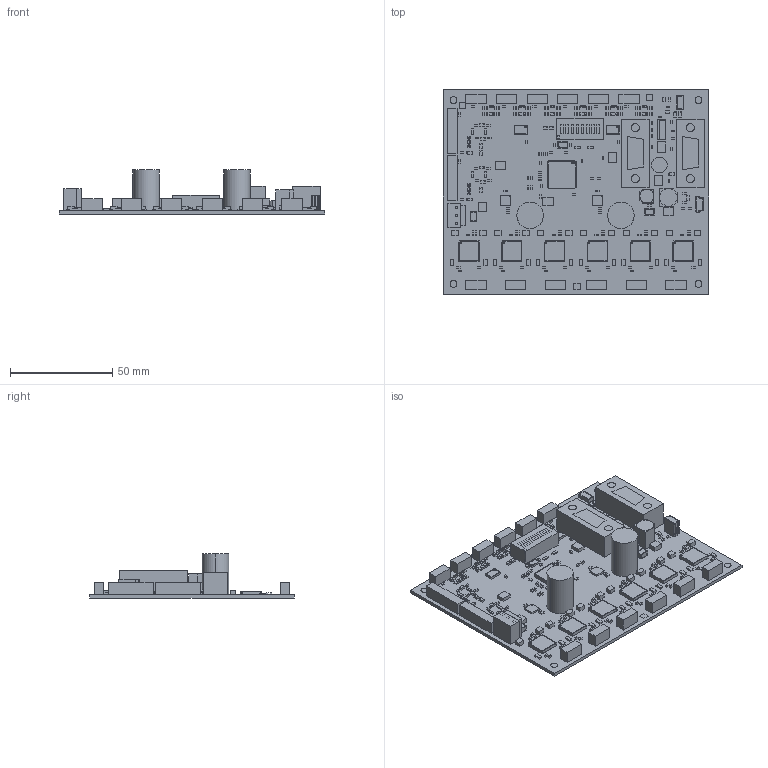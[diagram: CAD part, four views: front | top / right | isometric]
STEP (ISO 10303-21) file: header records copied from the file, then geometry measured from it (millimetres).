
FILE_DESCRIPTION(('STEP AP214'),'1');
FILE_NAME('07003111_TMCM-6110_V11.step','2016-08-03T07:31:36',(' '),(' '),'Spatial InterOp 3D',' ',' ');
FILE_SCHEMA(('automotive_design'));
Length unit declared in the file: millimetre
Products named in the file (127): 1; 2; 3; 4; 5; 6; 7; 8; 9; 10; 11; 12; 13; 14; 15; 16; 17; 18; 19; 20; 21; 22; 23; 24; 25; 26; 27; 28; 29; 30; 31; 32; 33; 34; 35; 36; 37; 38; 39; 40 ...
Bounding box: 130 x 100 x 21.62 mm (x, y, z)
Volume: 78280.4 mm3; surface area: 61666.3 mm2
Topology: 127 solids, 127 shells, 2047 faces, 4554 edges, 3036 vertices
Faces by surface type: plane 1879, cylinder 168
Entity records: 75022 total; most frequent: CARTESIAN_POINT 9764, DIRECTION 9238, ORIENTED_EDGE 9108, EDGE_CURVE 4554, LINE 4218, VECTOR 4218, VERTEX_POINT 3036, AXIS2_PLACEMENT_3D 2510
